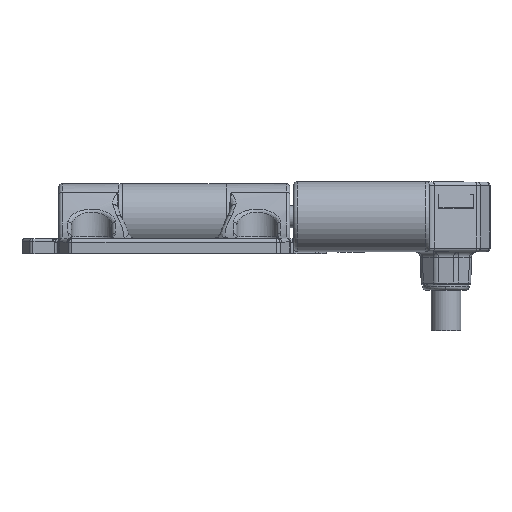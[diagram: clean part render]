
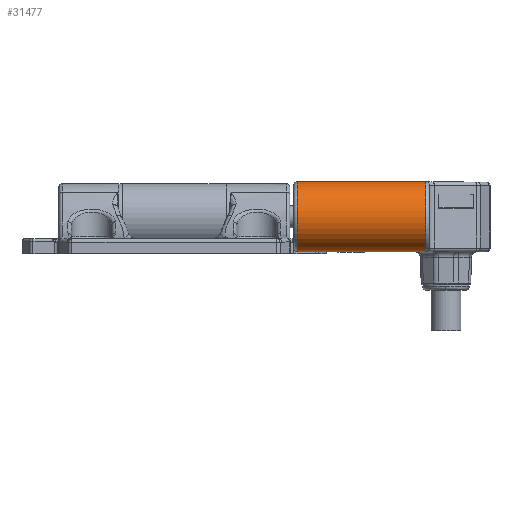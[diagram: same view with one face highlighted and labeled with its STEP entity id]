
A CAD part, top view. The second image highlights one B-rep face of the part: STEP entity #31477.
In plain terms, the highlighted cylindrical face has radius 9.5 mm (diameter 19 mm), a partial arc.
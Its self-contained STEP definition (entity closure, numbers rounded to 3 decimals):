
#2360=CARTESIAN_POINT('',(33.5,0.,0.));
#2361=DIRECTION('',(1.,0.,0.));
#2362=DIRECTION('',(0.,1.,0.));
#2363=AXIS2_PLACEMENT_3D('',#2360,#2361,#2362);
#2512=DIRECTION('',(-1.,0.,0.));
#2513=VECTOR('',#2512,8.);
#2514=CARTESIAN_POINT('',(43.5,-9.5,0.));
#2515=LINE('',#2514,#2513);
#2516=DIRECTION('',(1.,0.,0.));
#2517=VECTOR('',#2516,2.);
#2518=CARTESIAN_POINT('',(33.5,-9.5,0.));
#2519=LINE('',#2518,#2517);
#2520=DIRECTION('',(-1.,0.,0.));
#2521=VECTOR('',#2520,2.);
#2522=CARTESIAN_POINT('',(35.5,9.5,0.));
#2523=LINE('',#2522,#2521);
#2524=DIRECTION('',(1.,0.,0.));
#2525=VECTOR('',#2524,8.);
#2526=CARTESIAN_POINT('',(35.5,9.5,0.));
#2527=LINE('',#2526,#2525);
#2528=DIRECTION('',(-1.,0.,0.));
#2529=VECTOR('',#2528,25.);
#2530=CARTESIAN_POINT('',(68.5,9.5,0.));
#2531=LINE('',#2530,#2529);
#2532=DIRECTION('',(1.,0.,0.));
#2533=VECTOR('',#2532,25.);
#2534=CARTESIAN_POINT('',(43.5,-9.5,0.));
#2535=LINE('',#2534,#2533);
#4099=CARTESIAN_POINT('',(68.5,0.,0.));
#4100=DIRECTION('',(1.,0.,0.));
#4101=DIRECTION('',(0.,1.,0.));
#4102=AXIS2_PLACEMENT_3D('',#4099,#4100,#4101);
#24380=CARTESIAN_POINT('',(33.5,-9.5,0.));
#24381=VERTEX_POINT('',#24380);
#24382=CARTESIAN_POINT('',(33.5,9.5,0.));
#24383=VERTEX_POINT('',#24382);
#24384=CARTESIAN_POINT('',(35.5,9.5,0.));
#24385=VERTEX_POINT('',#24384);
#24406=CARTESIAN_POINT('',(68.5,9.5,0.));
#24407=VERTEX_POINT('',#24406);
#24408=CARTESIAN_POINT('',(43.5,9.5,0.));
#24409=VERTEX_POINT('',#24408);
#24430=CARTESIAN_POINT('',(35.5,-9.5,0.));
#24431=VERTEX_POINT('',#24430);
#24432=CARTESIAN_POINT('',(43.5,-9.5,0.));
#24433=CARTESIAN_POINT('',(68.5,-9.5,0.));
#24434=VERTEX_POINT('',#24432);
#24435=VERTEX_POINT('',#24433);
#31458=CARTESIAN_POINT('',(32.5,0.,0.));
#31459=DIRECTION('',(1.,0.,0.));
#31460=DIRECTION('',(0.,0.,-1.));
#31461=AXIS2_PLACEMENT_3D('',#31458,#31459,#31460);
#31462=CYLINDRICAL_SURFACE('',#31461,9.5);
#31464=ORIENTED_EDGE('',*,*,#31463,.T.);
#31466=ORIENTED_EDGE('',*,*,#31465,.F.);
#31467=ORIENTED_EDGE('',*,*,#31338,.F.);
#31468=ORIENTED_EDGE('',*,*,#31368,.F.);
#31469=ORIENTED_EDGE('',*,*,#31442,.T.);
#31470=ORIENTED_EDGE('',*,*,#31397,.F.);
#31472=ORIENTED_EDGE('',*,*,#31471,.T.);
#31474=ORIENTED_EDGE('',*,*,#31473,.F.);
#31475=EDGE_LOOP('',(#31464,#31466,#31467,#31468,#31469,#31470,#31472,#31474));
#31476=FACE_OUTER_BOUND('',#31475,.F.);
#31477=ADVANCED_FACE('',(#31476),#31462,.T.);
#2364=CIRCLE('',#2363,9.5);
#4103=CIRCLE('',#4102,9.5);
#31338=EDGE_CURVE('',#24383,#24381,#2364,.T.);
#31368=EDGE_CURVE('',#24385,#24383,#2523,.T.);
#31397=EDGE_CURVE('',#24407,#24409,#2531,.T.);
#31442=EDGE_CURVE('',#24385,#24409,#2527,.T.);
#31463=EDGE_CURVE('',#24434,#24431,#2515,.T.);
#31465=EDGE_CURVE('',#24381,#24431,#2519,.T.);
#31471=EDGE_CURVE('',#24407,#24435,#4103,.T.);
#31473=EDGE_CURVE('',#24434,#24435,#2535,.T.);
